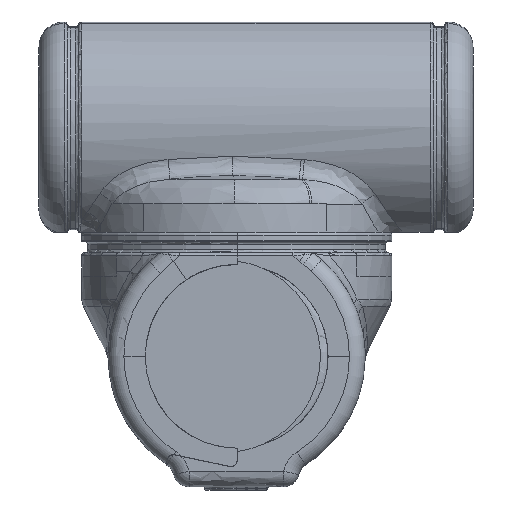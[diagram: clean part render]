
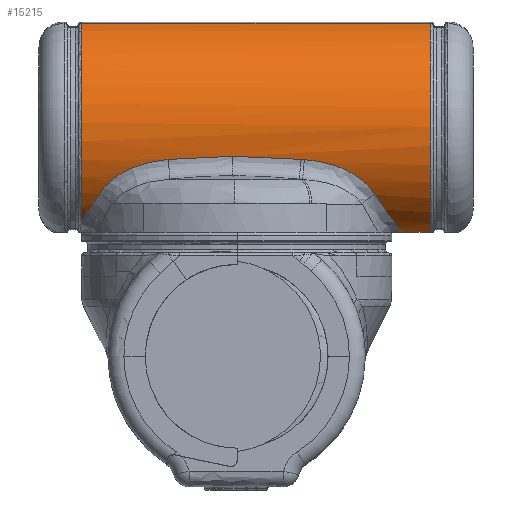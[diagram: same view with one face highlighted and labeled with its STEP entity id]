
A CAD part, left-side view. The second image highlights one B-rep face of the part: STEP entity #15215.
In plain terms, the highlighted cylindrical face has radius 35.25 mm (diameter 70.5 mm), a partial arc.
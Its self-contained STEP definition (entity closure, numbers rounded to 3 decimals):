
#13828=CARTESIAN_POINT('Vertex',(-12.392,-65.4,-33.)) ;
#13831=CARTESIAN_POINT('Line Origine',(-12.392,-60.99,-33.)) ;
#13835=CARTESIAN_POINT('Vertex',(-12.392,-56.579,-33.)) ;
#15066=CARTESIAN_POINT('Vertex',(-11.534,-65.4,33.31)) ;
#15069=CARTESIAN_POINT('Axis2P3D Location',(0.,-65.4,0.)) ;
#15082=CARTESIAN_POINT('Axis2P3D Location',(0.,-10.,0.)) ;
#15087=CARTESIAN_POINT('Line Origine',(-11.534,-10.,33.31)) ;
#15091=CARTESIAN_POINT('Vertex',(-11.534,45.4,33.31)) ;
#15094=CARTESIAN_POINT('Axis2P3D Location',(0.,45.4,0.)) ;
#15098=CARTESIAN_POINT('Vertex',(-20.056,45.4,-28.988)) ;
#15102=CARTESIAN_POINT('Control Point',(-20.056,45.4,-28.988)) ;
#15103=CARTESIAN_POINT('Control Point',(-21.036,44.881,-28.31)) ;
#15104=CARTESIAN_POINT('Control Point',(-21.972,44.34,-27.59)) ;
#15105=CARTESIAN_POINT('Control Point',(-22.862,43.784,-26.831)) ;
#15106=CARTESIAN_POINT('Vertex',(-22.862,43.784,-26.831)) ;
#15110=CARTESIAN_POINT('Control Point',(-22.862,43.784,-26.831)) ;
#15111=CARTESIAN_POINT('Control Point',(-24.104,43.01,-25.773)) ;
#15112=CARTESIAN_POINT('Control Point',(-25.272,42.212,-24.653)) ;
#15113=CARTESIAN_POINT('Control Point',(-26.366,41.404,-23.478)) ;
#15114=CARTESIAN_POINT('Control Point',(-27.39,40.593,-22.247)) ;
#15115=CARTESIAN_POINT('Control Point',(-28.339,39.791,-20.963)) ;
#15116=CARTESIAN_POINT('Vertex',(-28.339,39.791,-20.963)) ;
#15120=CARTESIAN_POINT('Control Point',(-33.823,17.964,-9.929)) ;
#15121=CARTESIAN_POINT('Control Point',(-33.785,19.331,-10.057)) ;
#15122=CARTESIAN_POINT('Control Point',(-33.734,20.717,-10.23)) ;
#15123=CARTESIAN_POINT('Control Point',(-33.664,22.122,-10.458)) ;
#15124=CARTESIAN_POINT('Control Point',(-33.469,25.12,-11.081)) ;
#15125=CARTESIAN_POINT('Control Point',(-33.133,28.128,-12.051)) ;
#15126=CARTESIAN_POINT('Control Point',(-32.905,29.705,-12.675)) ;
#15127=CARTESIAN_POINT('Control Point',(-32.252,33.085,-14.32)) ;
#15128=CARTESIAN_POINT('Control Point',(-31.17,36.113,-16.551)) ;
#15129=CARTESIAN_POINT('Control Point',(-30.418,37.598,-17.937)) ;
#15130=CARTESIAN_POINT('Control Point',(-29.47,38.837,-19.434)) ;
#15131=CARTESIAN_POINT('Control Point',(-28.339,39.791,-20.963)) ;
#15132=CARTESIAN_POINT('Vertex',(-33.823,17.964,-9.929)) ;
#15136=CARTESIAN_POINT('Control Point',(-34.1,-2.645,-8.929)) ;
#15137=CARTESIAN_POINT('Control Point',(-34.1,-2.399,-8.929)) ;
#15138=CARTESIAN_POINT('Control Point',(-34.1,-2.153,-8.929)) ;
#15139=CARTESIAN_POINT('Control Point',(-34.1,-1.906,-8.93)) ;
#15140=CARTESIAN_POINT('Control Point',(-34.098,-0.448,-8.937)) ;
#15141=CARTESIAN_POINT('Control Point',(-34.093,1.009,-8.956)) ;
#15142=CARTESIAN_POINT('Control Point',(-34.087,2.217,-8.981)) ;
#15143=CARTESIAN_POINT('Control Point',(-34.067,4.881,-9.055)) ;
#15144=CARTESIAN_POINT('Control Point',(-34.036,7.551,-9.172)) ;
#15145=CARTESIAN_POINT('Control Point',(-34.015,9.013,-9.248)) ;
#15146=CARTESIAN_POINT('Control Point',(-33.971,11.672,-9.41)) ;
#15147=CARTESIAN_POINT('Control Point',(-33.915,14.347,-9.611)) ;
#15148=CARTESIAN_POINT('Control Point',(-33.887,15.55,-9.71)) ;
#15149=CARTESIAN_POINT('Control Point',(-33.856,16.755,-9.816)) ;
#15150=CARTESIAN_POINT('Control Point',(-33.823,17.964,-9.929)) ;
#15151=CARTESIAN_POINT('Vertex',(-34.1,-2.645,-8.929)) ;
#15155=CARTESIAN_POINT('Control Point',(-33.827,-24.351,-9.915)) ;
#15156=CARTESIAN_POINT('Control Point',(-33.965,-18.737,-9.445)) ;
#15157=CARTESIAN_POINT('Control Point',(-34.055,-13.244,-9.103)) ;
#15158=CARTESIAN_POINT('Control Point',(-34.101,-7.921,-8.928)) ;
#15159=CARTESIAN_POINT('Control Point',(-34.1,-2.645,-8.929)) ;
#15160=CARTESIAN_POINT('Vertex',(-33.827,-24.351,-9.915)) ;
#15164=CARTESIAN_POINT('Control Point',(-33.801,-25.379,-10.003)) ;
#15165=CARTESIAN_POINT('Control Point',(-33.81,-25.036,-9.973)) ;
#15166=CARTESIAN_POINT('Control Point',(-33.818,-24.693,-9.944)) ;
#15167=CARTESIAN_POINT('Control Point',(-33.827,-24.351,-9.915)) ;
#15168=CARTESIAN_POINT('Vertex',(-33.801,-25.379,-10.003)) ;
#15172=CARTESIAN_POINT('Control Point',(-28.174,-47.931,-21.185)) ;
#15173=CARTESIAN_POINT('Control Point',(-28.896,-47.327,-20.225)) ;
#15174=CARTESIAN_POINT('Control Point',(-29.545,-46.611,-19.276)) ;
#15175=CARTESIAN_POINT('Control Point',(-30.119,-45.793,-18.358)) ;
#15176=CARTESIAN_POINT('Control Point',(-31.18,-43.878,-16.517)) ;
#15177=CARTESIAN_POINT('Control Point',(-31.949,-41.647,-14.934)) ;
#15178=CARTESIAN_POINT('Control Point',(-32.282,-40.404,-14.186)) ;
#15179=CARTESIAN_POINT('Control Point',(-33.077,-36.702,-12.281)) ;
#15180=CARTESIAN_POINT('Control Point',(-33.474,-32.79,-11.074)) ;
#15181=CARTESIAN_POINT('Control Point',(-33.637,-30.256,-10.551)) ;
#15182=CARTESIAN_POINT('Control Point',(-33.739,-27.785,-10.211)) ;
#15183=CARTESIAN_POINT('Control Point',(-33.801,-25.379,-10.003)) ;
#15184=CARTESIAN_POINT('Vertex',(-28.174,-47.931,-21.185)) ;
#15188=CARTESIAN_POINT('Control Point',(-28.174,-47.931,-21.185)) ;
#15189=CARTESIAN_POINT('Control Point',(-26.912,-48.985,-22.863)) ;
#15190=CARTESIAN_POINT('Control Point',(-25.524,-50.056,-24.449)) ;
#15191=CARTESIAN_POINT('Control Point',(-24.01,-51.114,-25.94)) ;
#15192=CARTESIAN_POINT('Control Point',(-21.576,-52.635,-28.001)) ;
#15193=CARTESIAN_POINT('Control Point',(-18.866,-54.026,-29.805)) ;
#15194=CARTESIAN_POINT('Control Point',(-17.953,-54.463,-30.364)) ;
#15195=CARTESIAN_POINT('Control Point',(-16.322,-55.186,-31.279)) ;
#15196=CARTESIAN_POINT('Control Point',(-14.634,-55.834,-32.084)) ;
#15197=CARTESIAN_POINT('Control Point',(-13.9,-56.097,-32.409)) ;
#15198=CARTESIAN_POINT('Control Point',(-13.153,-56.346,-32.714)) ;
#15199=CARTESIAN_POINT('Control Point',(-12.392,-56.579,-33.)) ;
#13832=DIRECTION('Vector Direction',(0.,1.,0.)) ;
#15070=DIRECTION('Axis2P3D Direction',(0.,-1.,0.)) ;
#15083=DIRECTION('Axis2P3D Direction',(0.,1.,0.)) ;
#15084=DIRECTION('Axis2P3D XDirection',(-0.289,-0.,-0.957)) ;
#15088=DIRECTION('Vector Direction',(0.,1.,0.)) ;
#15095=DIRECTION('Axis2P3D Direction',(0.,1.,0.)) ;
#15071=AXIS2_PLACEMENT_3D('Circle Axis2P3D',#15069,#15070,$) ;
#15085=AXIS2_PLACEMENT_3D('Cylinder Axis2P3D',#15082,#15083,#15084) ;
#15096=AXIS2_PLACEMENT_3D('Circle Axis2P3D',#15094,#15095,$) ;
#15202=ORIENTED_EDGE('',*,*,#15073,.T.) ;
#15203=ORIENTED_EDGE('',*,*,#15093,.T.) ;
#15204=ORIENTED_EDGE('',*,*,#15100,.F.) ;
#15205=ORIENTED_EDGE('',*,*,#15108,.F.) ;
#15206=ORIENTED_EDGE('',*,*,#15118,.F.) ;
#15207=ORIENTED_EDGE('',*,*,#15134,.F.) ;
#15208=ORIENTED_EDGE('',*,*,#15153,.F.) ;
#15209=ORIENTED_EDGE('',*,*,#15162,.F.) ;
#15210=ORIENTED_EDGE('',*,*,#15170,.F.) ;
#15211=ORIENTED_EDGE('',*,*,#15186,.F.) ;
#15212=ORIENTED_EDGE('',*,*,#15200,.F.) ;
#15213=ORIENTED_EDGE('',*,*,#13837,.F.) ;
#13833=VECTOR('Line Direction',#13832,1.) ;
#15089=VECTOR('Line Direction',#15088,1.) ;
#15215=ADVANCED_FACE('PartBody',(#15214),#15086,.T.) ;
#15101=B_SPLINE_CURVE_WITH_KNOTS('',3,(#15102,#15103,#15104,#15105),.UNSPECIFIED.,.F.,.U.,(4,4),(90.989,96.571),.UNSPECIFIED.) ;
#15109=B_SPLINE_CURVE_WITH_KNOTS('',5,(#15110,#15111,#15112,#15113,#15114,#15115),.UNSPECIFIED.,.F.,.U.,(6,6),(38.439,51.401),.UNSPECIFIED.) ;
#15119=B_SPLINE_CURVE_WITH_KNOTS('',5,(#15120,#15121,#15122,#15123,#15124,#15125,#15126,#15127,#15128,#15129,#15130,#15131),.UNSPECIFIED.,.F.,.U.,(6,3,3,6),(0.,10.8,22.838,37.255),.UNSPECIFIED.) ;
#15135=B_SPLINE_CURVE_WITH_KNOTS('',5,(#15136,#15137,#15138,#15139,#15140,#15141,#15142,#15143,#15144,#15145,#15146,#15147,#15148,#15149,#15150),.UNSPECIFIED.,.F.,.U.,(6,3,3,3,6),(41.748,43.449,51.759,61.769,69.908),.UNSPECIFIED.) ;
#15154=B_SPLINE_CURVE_WITH_KNOTS('',4,(#15155,#15156,#15157,#15158,#15159),.UNSPECIFIED.,.F.,.U.,(5,5),(33.946,62.883),.UNSPECIFIED.) ;
#15163=B_SPLINE_CURVE_WITH_KNOTS('',3,(#15164,#15165,#15166,#15167),.UNSPECIFIED.,.F.,.U.,(4,4),(78.166,79.49),.UNSPECIFIED.) ;
#15171=B_SPLINE_CURVE_WITH_KNOTS('',5,(#15172,#15173,#15174,#15175,#15176,#15177,#15178,#15179,#15180,#15181,#15182,#15183),.UNSPECIFIED.,.F.,.U.,(6,3,3,6),(0.,9.085,19.214,38.301),.UNSPECIFIED.) ;
#15187=B_SPLINE_CURVE_WITH_KNOTS('',5,(#15188,#15189,#15190,#15191,#15192,#15193,#15194,#15195,#15196,#15197,#15198,#15199),.UNSPECIFIED.,.F.,.U.,(6,3,3,6),(129.321,146.338,154.623,160.834),.UNSPECIFIED.) ;
#15072=CIRCLE('generated circle',#15071,35.25) ;
#15097=CIRCLE('generated circle',#15096,35.25) ;
#15086=CYLINDRICAL_SURFACE('generated cylinder',#15085,35.25) ;
#13837=EDGE_CURVE('',#13829,#13836,#13834,.T.) ;
#15073=EDGE_CURVE('',#13829,#15067,#15072,.F.) ;
#15093=EDGE_CURVE('',#15067,#15092,#15090,.T.) ;
#15100=EDGE_CURVE('',#15099,#15092,#15097,.T.) ;
#15108=EDGE_CURVE('',#15107,#15099,#15101,.F.) ;
#15118=EDGE_CURVE('',#15117,#15107,#15109,.F.) ;
#15134=EDGE_CURVE('',#15133,#15117,#15119,.T.) ;
#15153=EDGE_CURVE('',#15152,#15133,#15135,.T.) ;
#15162=EDGE_CURVE('',#15161,#15152,#15154,.T.) ;
#15170=EDGE_CURVE('',#15169,#15161,#15163,.T.) ;
#15186=EDGE_CURVE('',#15185,#15169,#15171,.T.) ;
#15200=EDGE_CURVE('',#13836,#15185,#15187,.F.) ;
#15201=EDGE_LOOP('',(#15202,#15203,#15204,#15205,#15206,#15207,#15208,#15209,#15210,#15211,#15212,#15213)) ;
#15214=FACE_OUTER_BOUND('',#15201,.T.) ;
#13834=LINE('Line',#13831,#13833) ;
#15090=LINE('Line',#15087,#15089) ;
#13829=VERTEX_POINT('',#13828) ;
#13836=VERTEX_POINT('',#13835) ;
#15067=VERTEX_POINT('',#15066) ;
#15092=VERTEX_POINT('',#15091) ;
#15099=VERTEX_POINT('',#15098) ;
#15107=VERTEX_POINT('',#15106) ;
#15117=VERTEX_POINT('',#15116) ;
#15133=VERTEX_POINT('',#15132) ;
#15152=VERTEX_POINT('',#15151) ;
#15161=VERTEX_POINT('',#15160) ;
#15169=VERTEX_POINT('',#15168) ;
#15185=VERTEX_POINT('',#15184) ;
